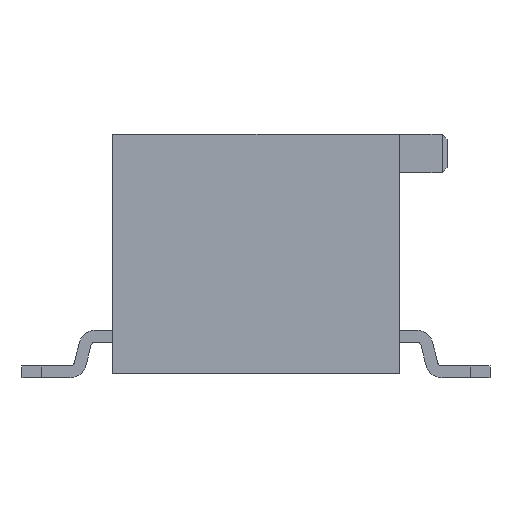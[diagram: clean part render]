
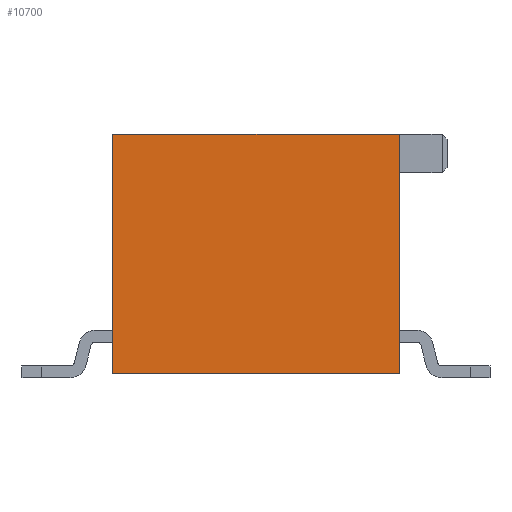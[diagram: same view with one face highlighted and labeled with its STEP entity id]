
A CAD part, left-side view. The second image highlights one B-rep face of the part: STEP entity #10700.
In plain terms, the highlighted planar face has unit normal (-1, 0, 0).
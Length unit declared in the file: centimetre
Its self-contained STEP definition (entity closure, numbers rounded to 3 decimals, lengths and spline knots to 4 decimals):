
#1094=FACE_OUTER_BOUND('',#1677,.T.);
#1677=EDGE_LOOP('',(#9655,#9656,#9657,#9658));
#2891=LINE('',#18393,#4103);
#2895=LINE('',#18405,#4107);
#2896=LINE('',#18406,#4108);
#2897=LINE('',#18407,#4109);
#4103=VECTOR('',#13666,1.);
#4107=VECTOR('',#13678,1.);
#4108=VECTOR('',#13679,1.);
#4109=VECTOR('',#13680,1.);
#5123=VERTEX_POINT('',#18390);
#5124=VERTEX_POINT('',#18392);
#5127=VERTEX_POINT('',#18403);
#5128=VERTEX_POINT('',#18404);
#6659=EDGE_CURVE('',#5123,#5124,#2891,.T.);
#6663=EDGE_CURVE('',#5127,#5128,#2895,.T.);
#6664=EDGE_CURVE('',#5124,#5127,#2896,.T.);
#6665=EDGE_CURVE('',#5128,#5123,#2897,.T.);
#9655=ORIENTED_EDGE('',*,*,#6663,.F.);
#9656=ORIENTED_EDGE('',*,*,#6664,.F.);
#9657=ORIENTED_EDGE('',*,*,#6659,.F.);
#9658=ORIENTED_EDGE('',*,*,#6665,.F.);
#10141=PLANE('',#11301);
#10700=ADVANCED_FACE('',(#1094),#10141,.F.);
#11301=AXIS2_PLACEMENT_3D('',#18402,#13676,#13677);
#13666=DIRECTION('',(0.,0.,-1.));
#13676=DIRECTION('center_axis',(1.,0.,0.));
#13677=DIRECTION('ref_axis',(0.,1.,0.));
#13678=DIRECTION('',(0.,0.,1.));
#13679=DIRECTION('',(0.,1.,0.));
#13680=DIRECTION('',(0.,-1.,0.));
#18390=CARTESIAN_POINT('',(-1.086,-0.3,0.5));
#18392=CARTESIAN_POINT('',(-1.086,-0.3,0.));
#18393=CARTESIAN_POINT('',(-1.086,-0.3,0.));
#18402=CARTESIAN_POINT('Origin',(-1.086,0.,0.25));
#18403=CARTESIAN_POINT('',(-1.086,0.3,0.));
#18404=CARTESIAN_POINT('',(-1.086,0.3,0.5));
#18405=CARTESIAN_POINT('',(-1.086,0.3,0.5));
#18406=CARTESIAN_POINT('',(-1.086,0.3,0.));
#18407=CARTESIAN_POINT('',(-1.086,-0.3,0.5));
